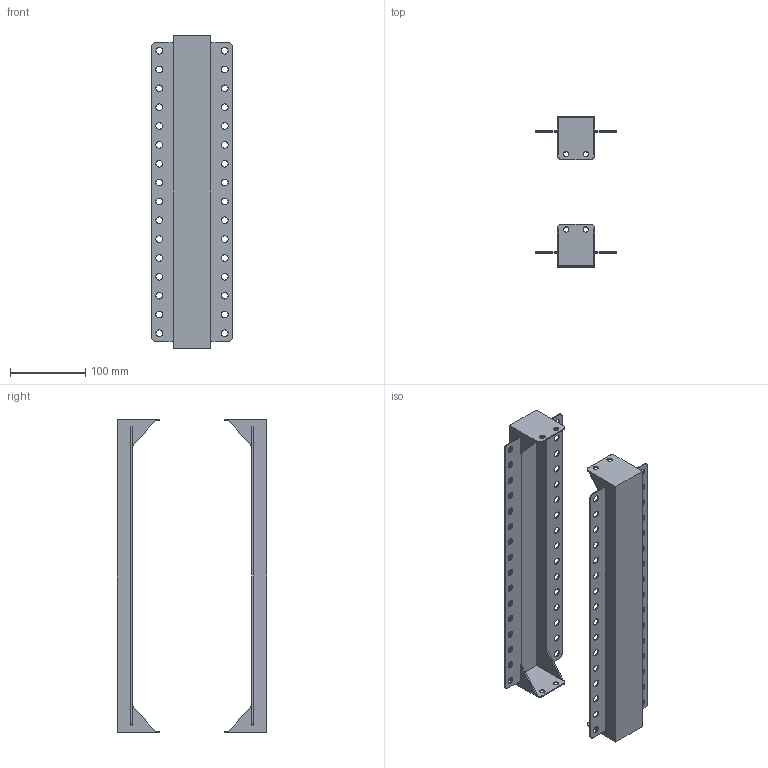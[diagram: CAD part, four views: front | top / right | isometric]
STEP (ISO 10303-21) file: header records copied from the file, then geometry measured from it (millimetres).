
FILE_DESCRIPTION (( 'STEP AP214' ), '1' );
FILE_NAME ('0396-0000-61-07.step', '2023-01-11T07:49:18', ( '' ), ( '' ), 'SwSTEP 2.0', 'SolidWorks 2019', '' );
FILE_SCHEMA (( 'AUTOMOTIVE_DESIGN' ));
Length unit declared in the file: millimetre
Products named in the file (1): 0396-0000-61-07
Bounding box: 107 x 199 x 415 mm (x, y, z)
Volume: 191798.6 mm3; surface area: 262000.9 mm2
Topology: 2 solids, 2 shells, 212 faces, 624 edges, 416 vertices
Faces by surface type: cylinder 160, plane 52
Entity records: 7559 total; most frequent: DIRECTION 1370, CARTESIAN_POINT 1253, ORIENTED_EDGE 1248, EDGE_CURVE 624, AXIS2_PLACEMENT_3D 533, VERTEX_POINT 416, EDGE_LOOP 356, CIRCLE 320
